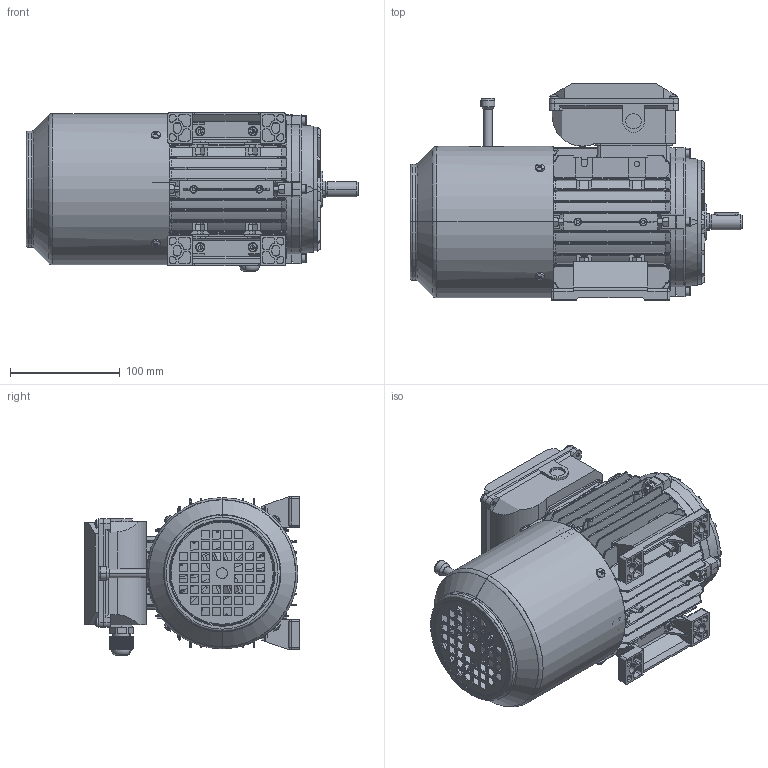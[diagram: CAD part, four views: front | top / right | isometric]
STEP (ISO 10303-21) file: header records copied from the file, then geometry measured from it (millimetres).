
FILE_DESCRIPTION (( 'STEP AP203' ), '1' );
FILE_NAME ('TB71 B3(MY諉盄碟ｊ倰).STEP', '2021-11-01T02:59:13', ( '' ), ( '' ), 'SwSTEP 2.0', 'SolidWorks 2014', '' );
FILE_SCHEMA (( 'CONFIG_CONTROL_DESIGN' ));
Length unit declared in the file: millimetre
Products named in the file (18): Cross recessed thread forming screws GB_GB_CROSS_SCREWS_TYPE138 M4X10-N; MY63-71 T倰諉盄碟裔; TAN71 菁褐; TB71 綴裔; TB71 B3(MY諉盄碟ｊ倰); Hexagon nuts grade C GB_GB_FASTENER_NUT_SNC1 M5-N; TB71瑞欶; Hexagon socket head cap screws GB_GB_FASTENER_SCREWS_HSHCS M5X16-N; MY63-71 T倰諉盄碟釱; TB71蛌粣; 71怢宒瑞珔; Hexagon socket head cap screws GB_GB_FASTENER_SCREWS_HSHCS M5X25-N; 堤盄蹟杶M16; TAN71 儂褲; Plain parallel keys_GB_CONNECTING_PIECE_KEYS_CSK 5X22; MY63-71諉盄碟II倰郪磁; TAN71 ヶ裔; ZDQ71
Assembly tree (46 placements, depth 3):
  TB71 B3(MY諉盄碟ｊ倰)
    TAN71 儂褲
    TAN71 菁褐  x2
    TB71蛌粣
    TAN71 ヶ裔
    Hexagon nuts grade C GB_GB_FASTENER_NUT_SNC1 M5-N  x12
    Hexagon socket head cap screws GB_GB_FASTENER_SCREWS_HSHCS M5X25-N  x8
    Cross recessed thread forming screws GB_GB_CROSS_SCREWS_TYPE138 M4X10-N  x4
    Hexagon socket head cap screws GB_GB_FASTENER_SCREWS_HSHCS M5X16-N  x4
    Plain parallel keys_GB_CONNECTING_PIECE_KEYS_CSK 5X22
    TB71 綴裔
    71怢宒瑞珔
    ZDQ71
    TB71瑞欶
    MY63-71諉盄碟II倰郪磁
      Cross recessed thread forming screws GB_GB_CROSS_SCREWS_TYPE138 M4X10-N  x4
      堤盄蹟杶M16
      MY63-71 T倰諉盄碟裔
      MY63-71 T倰諉盄碟釱
Bounding box: 303 x 197 x 145.04 mm (x, y, z)
Volume: 921014.6 mm3; surface area: 630460.9 mm2
Topology: 45 solids, 45 shells, 4596 faces, 11937 edges, 7480 vertices
Faces by surface type: plane 2222, cylinder 1218, bspline 534, cone 392, torus 194, sphere 36
Entity records: 136898 total; most frequent: CARTESIAN_POINT 43566, ORIENTED_EDGE 20212, DIRECTION 17429, EDGE_CURVE 10106, VERTEX_POINT 6366, AXIS2_PLACEMENT_3D 6108, LINE 5213, VECTOR 5213
